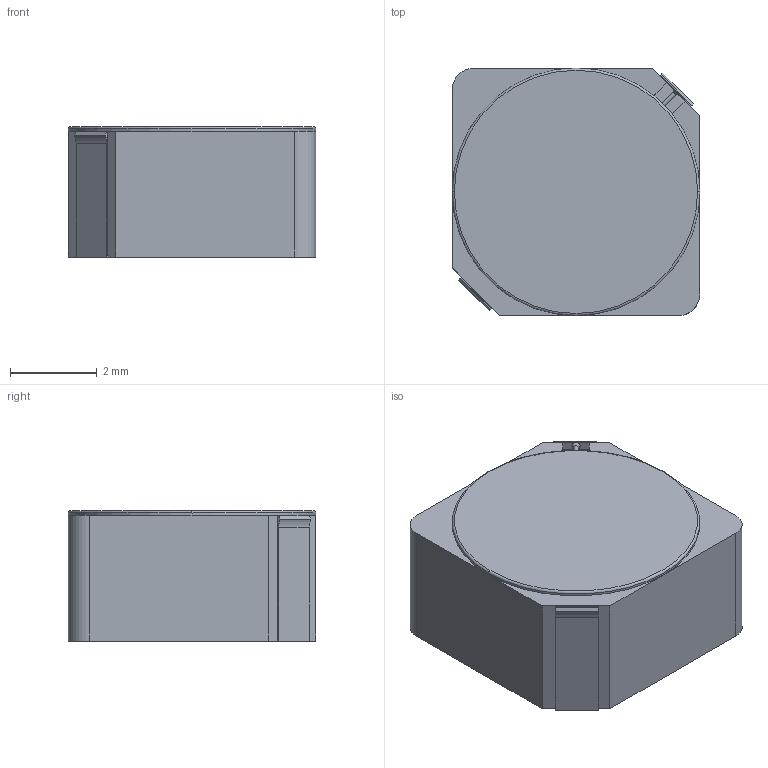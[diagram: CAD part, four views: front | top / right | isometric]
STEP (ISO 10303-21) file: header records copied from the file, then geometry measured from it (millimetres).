
FILE_DESCRIPTION (( 'STEP AP214' ), '1' );
FILE_NAME ('CDRH5D28 h3.STEP', '2023-04-10T10:35:06', ( 'Elessar' ), ( '' ), 'SwSTEP 2.0', 'SolidWorks 2018', '' );
FILE_SCHEMA (( 'AUTOMOTIVE_DESIGN' ));
Length unit declared in the file: millimetre
Products named in the file (1): CDRH5D28 h3
Bounding box: 5.7 x 5.7 x 3 mm (x, y, z)
Volume: 93.1 mm3; surface area: 138.5 mm2
Topology: 1 solids, 2 shells, 72 faces, 196 edges, 126 vertices
Faces by surface type: plane 56, cylinder 8, cone 4, torus 2, bspline 2
Entity records: 2812 total; most frequent: CARTESIAN_POINT 413, ORIENTED_EDGE 392, DIRECTION 366, EDGE_CURVE 196, VECTOR 160, LINE 160, VERTEX_POINT 126, AXIS2_PLACEMENT_3D 103
